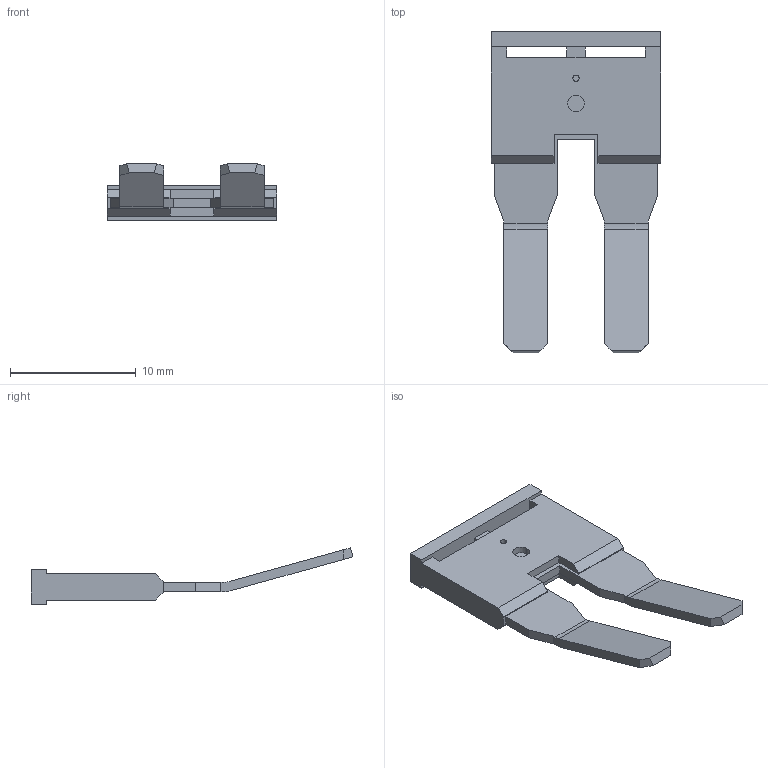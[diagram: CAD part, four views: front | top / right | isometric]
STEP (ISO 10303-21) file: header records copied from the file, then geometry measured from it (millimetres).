
FILE_DESCRIPTION (( 'STEP AP214' ), '1' );
FILE_NAME ('KN-2JCC8.step', '2015-05-04T11:21:41', ( '' ), ( '' ), 'SwSTEP 2.0', 'SolidWorks 2014', '' );
FILE_SCHEMA (( 'AUTOMOTIVE_DESIGN' ));
Length unit declared in the file: millimetre
Products named in the file (1): KN-2JCC8
Bounding box: 13.5 x 25.6 x 4.49 mm (x, y, z)
Volume: 358.2 mm3; surface area: 709.2 mm2
Topology: 1 solids, 1 shells, 68 faces, 192 edges, 128 vertices
Faces by surface type: plane 56, cylinder 12
Entity records: 2827 total; most frequent: CARTESIAN_POINT 389, ORIENTED_EDGE 384, DIRECTION 354, EDGE_CURVE 192, VECTOR 168, LINE 168, VERTEX_POINT 128, AXIS2_PLACEMENT_3D 93
